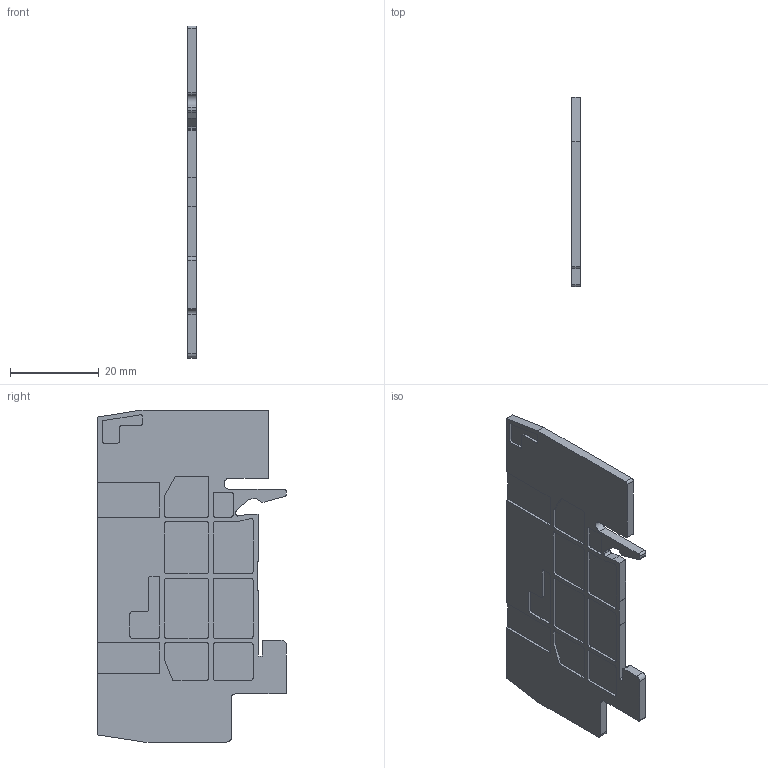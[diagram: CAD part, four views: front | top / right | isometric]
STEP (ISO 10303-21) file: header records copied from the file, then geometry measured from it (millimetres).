
FILE_DESCRIPTION(/* description */ (''),/* implementation_level */ '2;1');
FILE_NAME(/* name */ 'PPCX4_3.stp',/* time_stamp */ '2016-06-28T11:00:58-04:00',/* author */ ('CAD Station'),/* organization */ (''),/* preprocessor_version */ 'ST-DEVELOPER v16.1',/* originating_system */ 'Autodesk Inventor 2016',/* authorisation */ '');
FILE_SCHEMA (('AUTOMOTIVE_DESIGN { 1 0 10303 214 3 1 1 }'));
Length unit declared in the file: millimetre
Products named in the file (1): PPCX4_3
Bounding box: 2 x 42.5 x 74.7 mm (x, y, z)
Volume: 4743.6 mm3; surface area: 6249.9 mm2
Topology: 1 solids, 1 shells, 288 faces, 792 edges, 528 vertices
Faces by surface type: plane 174, cylinder 63, bspline 51
Entity records: 9412 total; most frequent: CARTESIAN_POINT 2272, ORIENTED_EDGE 1584, DIRECTION 1292, EDGE_CURVE 792, LINE 564, VECTOR 564, VERTEX_POINT 528, AXIS2_PLACEMENT_3D 364
